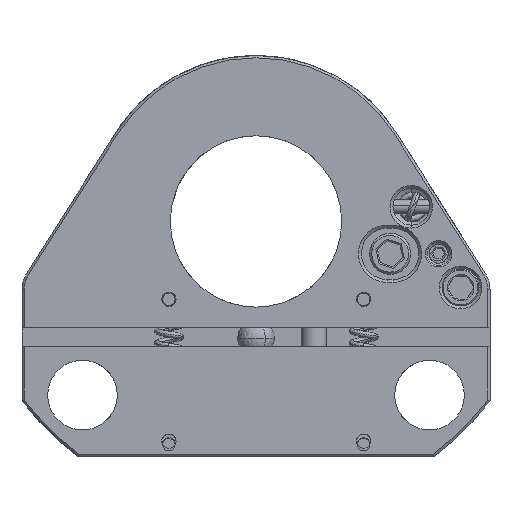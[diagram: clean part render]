
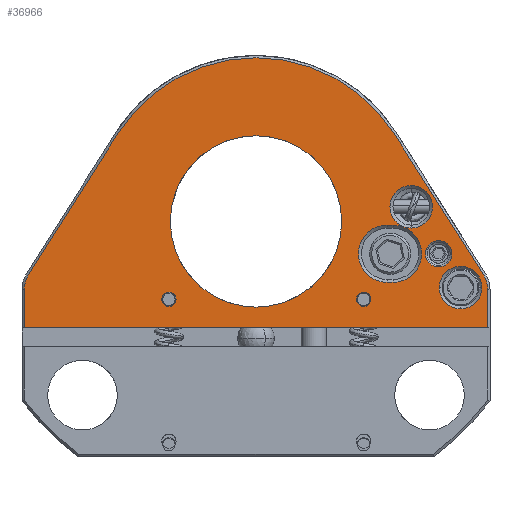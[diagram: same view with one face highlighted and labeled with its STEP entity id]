
A CAD part, front view. The second image highlights one B-rep face of the part: STEP entity #36966.
In plain terms, the highlighted planar face has unit normal (0, -1, 0).
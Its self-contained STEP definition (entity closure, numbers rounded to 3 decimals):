
#19641=CARTESIAN_POINT('',(22.437,5.65,30.647));
#19642=DIRECTION('',(0.,1.,0.));
#19643=DIRECTION('',(0.,0.,-1.));
#19644=AXIS2_PLACEMENT_3D('',#19641,#19642,#19643);
#19646=CARTESIAN_POINT('',(22.945,5.65,30.647));
#19647=DIRECTION('',(0.,1.,0.));
#19648=DIRECTION('',(0.,0.,1.));
#19649=AXIS2_PLACEMENT_3D('',#19646,#19647,#19648);
#19651=CARTESIAN_POINT('',(24.52,5.65,34.711));
#19652=DIRECTION('',(0.,1.,0.));
#19653=DIRECTION('',(0.,0.,-1.));
#19654=AXIS2_PLACEMENT_3D('',#19651,#19652,#19653);
#19656=CARTESIAN_POINT('',(24.52,5.65,34.711));
#19657=DIRECTION('',(0.,1.,0.));
#19658=DIRECTION('',(0.,0.,1.));
#19659=AXIS2_PLACEMENT_3D('',#19656,#19657,#19658);
#19661=CARTESIAN_POINT('',(26.882,5.65,30.647));
#19662=DIRECTION('',(0.,1.,0.));
#19663=DIRECTION('',(0.,0.,-1.));
#19664=AXIS2_PLACEMENT_3D('',#19661,#19662,#19663);
#19666=CARTESIAN_POINT('',(26.882,5.65,30.647));
#19667=DIRECTION('',(0.,1.,0.));
#19668=DIRECTION('',(0.,0.,1.));
#19669=AXIS2_PLACEMENT_3D('',#19666,#19667,#19668);
#19671=CARTESIAN_POINT('',(28.787,5.65,27.726));
#19672=DIRECTION('',(0.,1.,0.));
#19673=DIRECTION('',(0.,0.,-1.));
#19674=AXIS2_PLACEMENT_3D('',#19671,#19672,#19673);
#19676=CARTESIAN_POINT('',(28.787,5.65,27.726));
#19677=DIRECTION('',(0.,1.,0.));
#19678=DIRECTION('',(0.,0.,1.));
#19679=AXIS2_PLACEMENT_3D('',#19676,#19677,#19678);
#19681=CARTESIAN_POINT('',(11.094,5.65,33.441));
#19682=DIRECTION('',(0.,1.,0.));
#19683=DIRECTION('',(0.,0.,1.));
#19684=AXIS2_PLACEMENT_3D('',#19681,#19682,#19683);
#19686=CARTESIAN_POINT('',(11.094,5.65,33.441));
#19687=DIRECTION('',(0.,1.,0.));
#19688=DIRECTION('',(0.,0.,-1.));
#19689=AXIS2_PLACEMENT_3D('',#19686,#19687,#19688);
#19691=CARTESIAN_POINT('',(3.562,5.65,26.71));
#19692=DIRECTION('',(0.,-1.,0.));
#19693=DIRECTION('',(1.,0.,0.));
#19694=AXIS2_PLACEMENT_3D('',#19691,#19692,#19693);
#19696=CARTESIAN_POINT('',(3.562,5.65,26.71));
#19697=DIRECTION('',(0.,-1.,0.));
#19698=DIRECTION('',(-1.,0.,0.));
#19699=AXIS2_PLACEMENT_3D('',#19696,#19697,#19698);
#19701=CARTESIAN_POINT('',(20.405,5.65,26.71));
#19702=DIRECTION('',(0.,-1.,0.));
#19703=DIRECTION('',(1.,0.,0.));
#19704=AXIS2_PLACEMENT_3D('',#19701,#19702,#19703);
#19706=CARTESIAN_POINT('',(20.405,5.65,26.71));
#19707=DIRECTION('',(0.,-1.,0.));
#19708=DIRECTION('',(-1.,0.,0.));
#19709=AXIS2_PLACEMENT_3D('',#19706,#19707,#19708);
#19711=DIRECTION('',(0.,0.,-1.));
#19712=VECTOR('',#19711,3.34);
#19713=CARTESIAN_POINT('',(-8.938,5.65,
27.574));
#19714=LINE('',#19713,#19712);
#19715=CARTESIAN_POINT('',(-6.598,5.65,
27.574));
#19716=DIRECTION('',(0.,-1.,0.));
#19717=DIRECTION('',(-0.845,0.,0.535));
#19718=AXIS2_PLACEMENT_3D('',#19715,#19716,#19717);
#19720=DIRECTION('',(-0.535,0.,
-0.845));
#19721=VECTOR('',#19720,14.42);
#19722=CARTESIAN_POINT('',(-0.862,5.65,
41.01));
#19723=LINE('',#19722,#19721);
#19724=DIRECTION('',(-0.535,0.,0.845));
#19725=VECTOR('',#19724,14.42);
#19726=CARTESIAN_POINT('',(30.764,5.65,28.825));
#19727=LINE('',#19726,#19725);
#19728=CARTESIAN_POINT('',(28.787,5.65,27.574));
#19729=DIRECTION('',(0.,-1.,0.));
#19730=DIRECTION('',(1.,0.,0.));
#19731=AXIS2_PLACEMENT_3D('',#19728,#19729,#19730);
#19733=DIRECTION('',(0.,0.,1.));
#19734=VECTOR('',#19733,3.34);
#19735=CARTESIAN_POINT('',(31.127,5.65,24.234));
#19736=LINE('',#19735,#19734);
#19737=DIRECTION('',(1.,0.,0.));
#19738=VECTOR('',#19737,40.065);
#19739=CARTESIAN_POINT('',(-8.938,5.65,
24.234));
#19740=LINE('',#19739,#19738);
#19741=DIRECTION('',(-1.,0.,0.));
#19742=VECTOR('',#19741,0.508);
#19743=CARTESIAN_POINT('',(22.945,5.65,33.124));
#19744=LINE('',#19743,#19742);
#24605=CARTESIAN_POINT('',(11.094,5.65,33.441));
#24606=DIRECTION('',(0.,-1.,0.));
#24607=DIRECTION('',(0.845,0.,0.535));
#24608=AXIS2_PLACEMENT_3D('',#24605,#24606,#24607);
#35354=DIRECTION('',(1.,0.,0.));
#35355=VECTOR('',#35354,0.508);
#35356=CARTESIAN_POINT('',(22.437,5.65,28.171));
#35357=LINE('',#35356,#35355);
#35430=CARTESIAN_POINT('',(11.094,5.65,26.034));
#35431=CARTESIAN_POINT('',(11.094,5.65,40.849));
#35432=VERTEX_POINT('',#35430);
#35433=VERTEX_POINT('',#35431);
#35438=CARTESIAN_POINT('',(22.945,5.65,33.124));
#35439=VERTEX_POINT('',#35438);
#35488=CARTESIAN_POINT('',(24.52,5.65,32.87));
#35490=VERTEX_POINT('',#35488);
#35502=CARTESIAN_POINT('',(24.52,5.65,36.553));
#35503=VERTEX_POINT('',#35502);
#35504=CARTESIAN_POINT('',(28.787,5.65,25.885));
#35506=VERTEX_POINT('',#35504);
#35557=CARTESIAN_POINT('',(22.945,5.65,28.171));
#35559=VERTEX_POINT('',#35557);
#35566=CARTESIAN_POINT('',(26.882,5.65,29.504));
#35567=CARTESIAN_POINT('',(26.882,5.65,31.79));
#35568=VERTEX_POINT('',#35566);
#35569=VERTEX_POINT('',#35567);
#35629=CARTESIAN_POINT('',(22.437,5.65,28.171));
#35630=CARTESIAN_POINT('',(22.437,5.65,33.124));
#35631=VERTEX_POINT('',#35629);
#35632=VERTEX_POINT('',#35630);
#35643=CARTESIAN_POINT('',(28.787,5.65,29.568));
#35644=VERTEX_POINT('',#35643);
#36392=CARTESIAN_POINT('',(4.182,5.65,26.71));
#36393=CARTESIAN_POINT('',(2.942,5.65,26.71));
#36394=VERTEX_POINT('',#36392);
#36395=VERTEX_POINT('',#36393);
#36396=CARTESIAN_POINT('',(21.025,5.65,26.71));
#36397=CARTESIAN_POINT('',(19.785,5.65,26.71));
#36398=VERTEX_POINT('',#36396);
#36399=VERTEX_POINT('',#36397);
#36581=CARTESIAN_POINT('',(-8.938,5.65,
24.234));
#36583=VERTEX_POINT('',#36581);
#36587=CARTESIAN_POINT('',(-8.938,5.65,
27.574));
#36588=VERTEX_POINT('',#36587);
#36589=CARTESIAN_POINT('',(-8.575,5.65,
28.825));
#36590=VERTEX_POINT('',#36589);
#36593=CARTESIAN_POINT('',(-0.862,5.65,
41.01));
#36594=VERTEX_POINT('',#36593);
#36597=CARTESIAN_POINT('',(30.764,5.65,28.825));
#36598=CARTESIAN_POINT('',(23.051,5.65,41.01));
#36599=VERTEX_POINT('',#36597);
#36600=VERTEX_POINT('',#36598);
#36605=CARTESIAN_POINT('',(31.127,5.65,27.574));
#36606=VERTEX_POINT('',#36605);
#36610=CARTESIAN_POINT('',(31.127,5.65,24.234));
#36612=VERTEX_POINT('',#36610);
#36900=CARTESIAN_POINT('',(11.094,5.65,33.441));
#36901=DIRECTION('',(0.,-1.,0.));
#36902=DIRECTION('',(0.,0.,-1.));
#36903=AXIS2_PLACEMENT_3D('',#36900,#36901,#36902);
#36904=PLANE('',#36903);
#36906=ORIENTED_EDGE('',*,*,#36905,.F.);
#36908=ORIENTED_EDGE('',*,*,#36907,.F.);
#36910=ORIENTED_EDGE('',*,*,#36909,.F.);
#36912=ORIENTED_EDGE('',*,*,#36911,.F.);
#36914=ORIENTED_EDGE('',*,*,#36913,.F.);
#36916=ORIENTED_EDGE('',*,*,#36915,.F.);
#36918=ORIENTED_EDGE('',*,*,#36917,.F.);
#36919=ORIENTED_EDGE('',*,*,#36745,.F.);
#36920=EDGE_LOOP('',(#36906,#36908,#36910,#36912,#36914,#36916,#36918,#36919));
#36921=FACE_OUTER_BOUND('',#36920,.F.);
#36923=ORIENTED_EDGE('',*,*,#36922,.F.);
#36925=ORIENTED_EDGE('',*,*,#36924,.F.);
#36926=EDGE_LOOP('',(#36923,#36925));
#36927=FACE_BOUND('',#36926,.F.);
#36929=ORIENTED_EDGE('',*,*,#36928,.F.);
#36931=ORIENTED_EDGE('',*,*,#36930,.F.);
#36932=EDGE_LOOP('',(#36929,#36931));
#36933=FACE_BOUND('',#36932,.F.);
#36935=ORIENTED_EDGE('',*,*,#36934,.F.);
#36937=ORIENTED_EDGE('',*,*,#36936,.F.);
#36938=EDGE_LOOP('',(#36935,#36937));
#36939=FACE_BOUND('',#36938,.F.);
#36941=ORIENTED_EDGE('',*,*,#36940,.F.);
#36943=ORIENTED_EDGE('',*,*,#36942,.F.);
#36944=EDGE_LOOP('',(#36941,#36943));
#36945=FACE_BOUND('',#36944,.F.);
#36947=ORIENTED_EDGE('',*,*,#36946,.T.);
#36949=ORIENTED_EDGE('',*,*,#36948,.T.);
#36950=EDGE_LOOP('',(#36947,#36949));
#36951=FACE_BOUND('',#36950,.F.);
#36952=ORIENTED_EDGE('',*,*,#36852,.T.);
#36953=ORIENTED_EDGE('',*,*,#36881,.T.);
#36954=EDGE_LOOP('',(#36952,#36953));
#36955=FACE_BOUND('',#36954,.F.);
#36957=ORIENTED_EDGE('',*,*,#36956,.T.);
#36959=ORIENTED_EDGE('',*,*,#36958,.F.);
#36961=ORIENTED_EDGE('',*,*,#36960,.T.);
#36963=ORIENTED_EDGE('',*,*,#36962,.F.);
#36964=EDGE_LOOP('',(#36957,#36959,#36961,#36963));
#36965=FACE_BOUND('',#36964,.F.);
#36966=ADVANCED_FACE('',(#36921,#36927,#36933,#36939,#36945,#36951,#36955,
#36965),#36904,.T.);
#19645=CIRCLE('',#19644,2.477);
#19650=CIRCLE('',#19649,2.477);
#19655=CIRCLE('',#19654,1.842);
#19660=CIRCLE('',#19659,1.842);
#19665=CIRCLE('',#19664,1.143);
#19670=CIRCLE('',#19669,1.143);
#19675=CIRCLE('',#19674,1.842);
#19680=CIRCLE('',#19679,1.842);
#19685=CIRCLE('',#19684,7.408);
#19690=CIRCLE('',#19689,7.408);
#19695=CIRCLE('',#19694,0.62);
#19700=CIRCLE('',#19699,0.62);
#19705=CIRCLE('',#19704,0.62);
#19710=CIRCLE('',#19709,0.62);
#19719=CIRCLE('',#19718,2.34);
#19732=CIRCLE('',#19731,2.34);
#24609=CIRCLE('',#24608,14.151);
#36745=EDGE_CURVE('',#36583,#36612,#19740,.T.);
#36852=EDGE_CURVE('',#36398,#36399,#19705,.T.);
#36881=EDGE_CURVE('',#36399,#36398,#19710,.T.);
#36905=EDGE_CURVE('',#36588,#36583,#19714,.T.);
#36907=EDGE_CURVE('',#36590,#36588,#19719,.T.);
#36909=EDGE_CURVE('',#36594,#36590,#19723,.T.);
#36911=EDGE_CURVE('',#36600,#36594,#24609,.T.);
#36913=EDGE_CURVE('',#36599,#36600,#19727,.T.);
#36915=EDGE_CURVE('',#36606,#36599,#19732,.T.);
#36917=EDGE_CURVE('',#36612,#36606,#19736,.T.);
#36922=EDGE_CURVE('',#35490,#35503,#19655,.T.);
#36924=EDGE_CURVE('',#35503,#35490,#19660,.T.);
#36928=EDGE_CURVE('',#35568,#35569,#19665,.T.);
#36930=EDGE_CURVE('',#35569,#35568,#19670,.T.);
#36934=EDGE_CURVE('',#35506,#35644,#19675,.T.);
#36936=EDGE_CURVE('',#35644,#35506,#19680,.T.);
#36940=EDGE_CURVE('',#35433,#35432,#19685,.T.);
#36942=EDGE_CURVE('',#35432,#35433,#19690,.T.);
#36946=EDGE_CURVE('',#36394,#36395,#19695,.T.);
#36948=EDGE_CURVE('',#36395,#36394,#19700,.T.);
#36956=EDGE_CURVE('',#35439,#35632,#19744,.T.);
#36958=EDGE_CURVE('',#35631,#35632,#19645,.T.);
#36960=EDGE_CURVE('',#35631,#35559,#35357,.T.);
#36962=EDGE_CURVE('',#35439,#35559,#19650,.T.);
